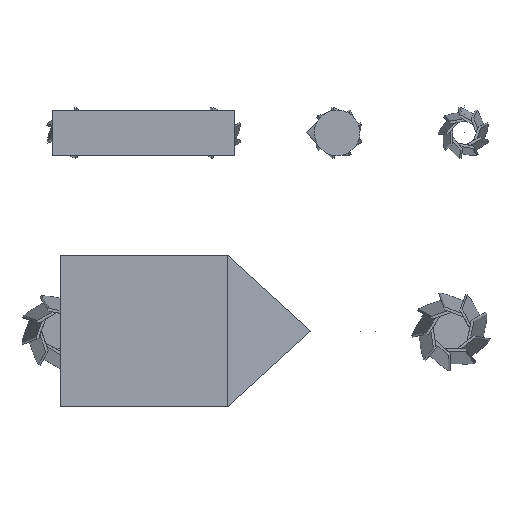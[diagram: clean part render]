
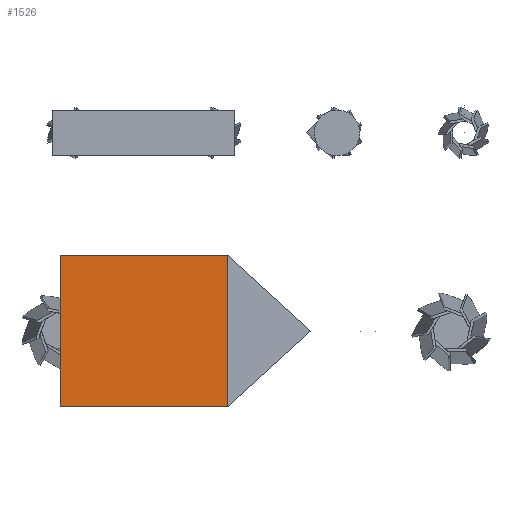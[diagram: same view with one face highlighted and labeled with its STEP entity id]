
A CAD part, top view. The second image highlights one B-rep face of the part: STEP entity #1526.
In plain terms, the highlighted planar face has unit normal (0, 0, 1).
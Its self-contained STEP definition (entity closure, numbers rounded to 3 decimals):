
#1526=ADVANCED_FACE('',(#2335),#10458,.T.);
#2335=FACE_OUTER_BOUND('',#3144,.T.);
#3144=EDGE_LOOP('',(#3968,#3969,#3970,#3971));
#3968=ORIENTED_EDGE('',*,*,#7538,.F.);
#3969=ORIENTED_EDGE('',*,*,#7532,.F.);
#3970=ORIENTED_EDGE('',*,*,#7540,.F.);
#3971=ORIENTED_EDGE('',*,*,#7536,.F.);
#7532=EDGE_CURVE('',#9322,#9324,#10829,.T.);
#7536=EDGE_CURVE('',#9326,#9328,#10833,.T.);
#7538=EDGE_CURVE('',#9324,#9326,#10835,.T.);
#7540=EDGE_CURVE('',#9328,#9322,#10837,.T.);
#9322=VERTEX_POINT('',#13096);
#9324=VERTEX_POINT('',#13098);
#9326=VERTEX_POINT('',#13100);
#9328=VERTEX_POINT('',#13102);
#10458=PLANE('',#11836);
#10829=(
BOUNDED_CURVE()
B_SPLINE_CURVE(2,(#13117,#13118,#13119,#13120,#13121),.UNSPECIFIED.,.F.,
 .F.)
B_SPLINE_CURVE_WITH_KNOTS((3,2,3),(-3455.752,-2591.814,
-1727.876),.UNSPECIFIED.)
CURVE()
GEOMETRIC_REPRESENTATION_ITEM()
RATIONAL_B_SPLINE_CURVE((1.,0.707,1.,0.707,1.))
REPRESENTATION_ITEM('')
);
#10833=(
BOUNDED_CURVE()
B_SPLINE_CURVE(2,(#13145,#13146,#13147,#13148,#13149),.UNSPECIFIED.,.F.,
 .F.)
B_SPLINE_CURVE_WITH_KNOTS((3,2,3),(-3455.752,-2591.814,
-1727.876),.UNSPECIFIED.)
CURVE()
GEOMETRIC_REPRESENTATION_ITEM()
RATIONAL_B_SPLINE_CURVE((1.,0.707,1.,0.707,1.))
REPRESENTATION_ITEM('')
);
#10835=(
BOUNDED_CURVE()
B_SPLINE_CURVE(1,(#13159,#13160),.UNSPECIFIED.,.F.,.F.)
B_SPLINE_CURVE_WITH_KNOTS((2,2),(0.,1.),.UNSPECIFIED.)
CURVE()
GEOMETRIC_REPRESENTATION_ITEM()
RATIONAL_B_SPLINE_CURVE((1.,1.))
REPRESENTATION_ITEM('')
);
#10837=(
BOUNDED_CURVE()
B_SPLINE_CURVE(1,(#13163,#13164),.UNSPECIFIED.,.F.,.F.)
B_SPLINE_CURVE_WITH_KNOTS((2,2),(0.,1.),.UNSPECIFIED.)
CURVE()
GEOMETRIC_REPRESENTATION_ITEM()
RATIONAL_B_SPLINE_CURVE((1.,1.))
REPRESENTATION_ITEM('')
);
#11836=AXIS2_PLACEMENT_3D('',#13094,#12347,$);
#12347=DIRECTION('',(0.,0.,1.));
#13094=CARTESIAN_POINT('',(71333.652,197.721,774.58));
#13096=CARTESIAN_POINT('',(70823.652,1207.721,774.58));
#13098=CARTESIAN_POINT('',(70823.652,207.721,774.58));
#13100=CARTESIAN_POINT('',(69723.652,207.721,774.58));
#13102=CARTESIAN_POINT('',(69723.652,1207.721,774.58));
#13117=CARTESIAN_POINT('',(70823.652,1207.721,774.58));
#13118=CARTESIAN_POINT('',(71323.652,1207.721,774.58));
#13119=CARTESIAN_POINT('',(71323.652,707.721,774.58));
#13120=CARTESIAN_POINT('',(71323.652,207.721,774.58));
#13121=CARTESIAN_POINT('',(70823.652,207.721,774.58));
#13145=CARTESIAN_POINT('',(69723.652,207.721,774.58));
#13146=CARTESIAN_POINT('',(69223.652,207.721,774.58));
#13147=CARTESIAN_POINT('',(69223.652,707.721,774.58));
#13148=CARTESIAN_POINT('',(69223.652,1207.721,774.58));
#13149=CARTESIAN_POINT('',(69723.652,1207.721,774.58));
#13159=CARTESIAN_POINT('',(70823.652,207.721,774.58));
#13160=CARTESIAN_POINT('',(69723.652,207.721,774.58));
#13163=CARTESIAN_POINT('',(69723.652,1207.721,774.58));
#13164=CARTESIAN_POINT('',(70823.652,1207.721,774.58));
